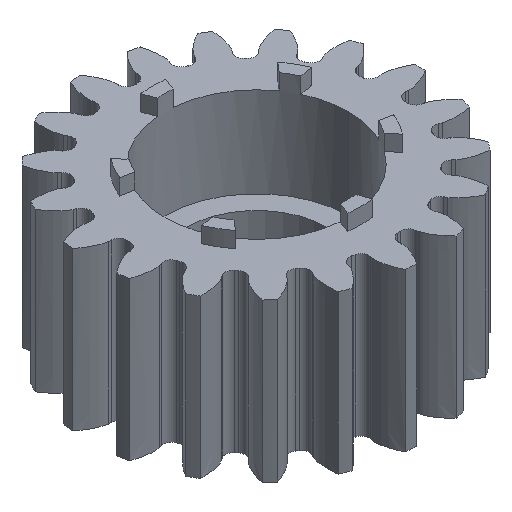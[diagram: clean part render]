
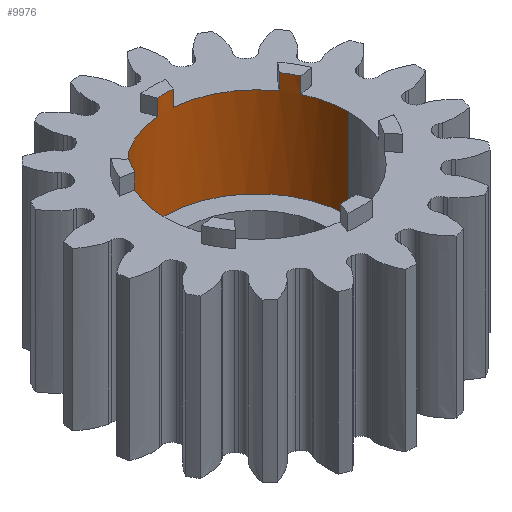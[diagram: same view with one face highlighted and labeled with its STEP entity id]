
A CAD part, isometric view. The second image highlights one B-rep face of the part: STEP entity #9976.
In plain terms, the highlighted cylindrical face has radius 29 mm (diameter 58 mm), a partial arc.
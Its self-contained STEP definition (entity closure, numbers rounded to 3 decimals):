
#57=CARTESIAN_POINT('Line Origine',(2.5,28.892,52.5)) ;
#61=CARTESIAN_POINT('Vertex',(2.5,28.892,50.)) ;
#63=CARTESIAN_POINT('Vertex',(2.5,28.892,55.)) ;
#132=CARTESIAN_POINT('Vertex',(-2.5,28.892,55.)) ;
#135=CARTESIAN_POINT('Axis2P3D Location',(0.,0.,55.)) ;
#156=CARTESIAN_POINT('Vertex',(-2.5,28.892,50.)) ;
#159=CARTESIAN_POINT('Line Origine',(-2.5,28.892,52.5)) ;
#211=CARTESIAN_POINT('Line Origine',(-23.771,16.611,52.5)) ;
#215=CARTESIAN_POINT('Vertex',(-23.771,16.611,50.)) ;
#217=CARTESIAN_POINT('Vertex',(-23.771,16.611,55.)) ;
#246=CARTESIAN_POINT('Vertex',(-26.271,12.281,50.)) ;
#249=CARTESIAN_POINT('Line Origine',(-26.271,12.281,52.5)) ;
#253=CARTESIAN_POINT('Vertex',(-26.271,12.281,55.)) ;
#268=CARTESIAN_POINT('Axis2P3D Location',(0.,0.,55.)) ;
#320=CARTESIAN_POINT('Line Origine',(26.271,12.281,52.5)) ;
#324=CARTESIAN_POINT('Vertex',(26.271,12.281,50.)) ;
#326=CARTESIAN_POINT('Vertex',(26.271,12.281,55.)) ;
#355=CARTESIAN_POINT('Vertex',(23.771,16.611,50.)) ;
#358=CARTESIAN_POINT('Line Origine',(23.771,16.611,52.5)) ;
#362=CARTESIAN_POINT('Vertex',(23.771,16.611,55.)) ;
#377=CARTESIAN_POINT('Axis2P3D Location',(0.,0.,55.)) ;
#6030=CARTESIAN_POINT('Vertex',(-29.,0.,50.)) ;
#6033=CARTESIAN_POINT('Axis2P3D Location',(0.,0.,50.)) ;
#6038=CARTESIAN_POINT('Axis2P3D Location',(0.,0.,50.)) ;
#6043=CARTESIAN_POINT('Axis2P3D Location',(0.,0.,50.)) ;
#6048=CARTESIAN_POINT('Axis2P3D Location',(0.,0.,50.)) ;
#6052=CARTESIAN_POINT('Vertex',(29.,0.,50.)) ;
#9901=CARTESIAN_POINT('Axis2P3D Location',(0.,0.,21.5)) ;
#9905=CARTESIAN_POINT('Vertex',(29.,0.,21.5)) ;
#9907=CARTESIAN_POINT('Vertex',(-29.,0.,21.5)) ;
#9924=CARTESIAN_POINT('Axis2P3D Location',(0.,0.,35.75)) ;
#9929=CARTESIAN_POINT('Line Origine',(29.,0.,50.)) ;
#9934=CARTESIAN_POINT('Line Origine',(-29.,0.,50.)) ;
#58=DIRECTION('Vector Direction',(0.,0.,1.)) ;
#136=DIRECTION('Axis2P3D Direction',(0.,0.,1.)) ;
#160=DIRECTION('Vector Direction',(0.,0.,1.)) ;
#212=DIRECTION('Vector Direction',(0.,0.,1.)) ;
#250=DIRECTION('Vector Direction',(0.,0.,1.)) ;
#269=DIRECTION('Axis2P3D Direction',(0.,0.,1.)) ;
#321=DIRECTION('Vector Direction',(0.,0.,1.)) ;
#359=DIRECTION('Vector Direction',(0.,0.,1.)) ;
#378=DIRECTION('Axis2P3D Direction',(0.,0.,1.)) ;
#6034=DIRECTION('Axis2P3D Direction',(0.,0.,1.)) ;
#6039=DIRECTION('Axis2P3D Direction',(0.,0.,1.)) ;
#6044=DIRECTION('Axis2P3D Direction',(0.,0.,1.)) ;
#6049=DIRECTION('Axis2P3D Direction',(0.,0.,1.)) ;
#9902=DIRECTION('Axis2P3D Direction',(0.,0.,1.)) ;
#9925=DIRECTION('Axis2P3D Direction',(0.,0.,1.)) ;
#9926=DIRECTION('Axis2P3D XDirection',(1.,0.,0.)) ;
#9930=DIRECTION('Vector Direction',(0.,0.,1.)) ;
#9935=DIRECTION('Vector Direction',(0.,0.,1.)) ;
#137=AXIS2_PLACEMENT_3D('Circle Axis2P3D',#135,#136,$) ;
#270=AXIS2_PLACEMENT_3D('Circle Axis2P3D',#268,#269,$) ;
#379=AXIS2_PLACEMENT_3D('Circle Axis2P3D',#377,#378,$) ;
#6035=AXIS2_PLACEMENT_3D('Circle Axis2P3D',#6033,#6034,$) ;
#6040=AXIS2_PLACEMENT_3D('Circle Axis2P3D',#6038,#6039,$) ;
#6045=AXIS2_PLACEMENT_3D('Circle Axis2P3D',#6043,#6044,$) ;
#6050=AXIS2_PLACEMENT_3D('Circle Axis2P3D',#6048,#6049,$) ;
#9903=AXIS2_PLACEMENT_3D('Circle Axis2P3D',#9901,#9902,$) ;
#9927=AXIS2_PLACEMENT_3D('Cylinder Axis2P3D',#9924,#9925,#9926) ;
#9959=ORIENTED_EDGE('',*,*,#364,.F.) ;
#9960=ORIENTED_EDGE('',*,*,#6047,.T.) ;
#9961=ORIENTED_EDGE('',*,*,#65,.T.) ;
#9962=ORIENTED_EDGE('',*,*,#139,.F.) ;
#9963=ORIENTED_EDGE('',*,*,#163,.F.) ;
#9964=ORIENTED_EDGE('',*,*,#6042,.T.) ;
#9965=ORIENTED_EDGE('',*,*,#219,.T.) ;
#9966=ORIENTED_EDGE('',*,*,#272,.F.) ;
#9967=ORIENTED_EDGE('',*,*,#255,.F.) ;
#9968=ORIENTED_EDGE('',*,*,#6037,.T.) ;
#9969=ORIENTED_EDGE('',*,*,#9938,.T.) ;
#9970=ORIENTED_EDGE('',*,*,#9909,.F.) ;
#9971=ORIENTED_EDGE('',*,*,#9933,.F.) ;
#9972=ORIENTED_EDGE('',*,*,#6054,.T.) ;
#9973=ORIENTED_EDGE('',*,*,#328,.T.) ;
#9974=ORIENTED_EDGE('',*,*,#381,.F.) ;
#59=VECTOR('Line Direction',#58,1.) ;
#161=VECTOR('Line Direction',#160,1.) ;
#213=VECTOR('Line Direction',#212,1.) ;
#251=VECTOR('Line Direction',#250,1.) ;
#322=VECTOR('Line Direction',#321,1.) ;
#360=VECTOR('Line Direction',#359,1.) ;
#9931=VECTOR('Line Direction',#9930,1.) ;
#9936=VECTOR('Line Direction',#9935,1.) ;
#9976=ADVANCED_FACE('PartBody',(#9975),#9928,.F.) ;
#138=CIRCLE('generated circle',#137,29.) ;
#271=CIRCLE('generated circle',#270,29.) ;
#380=CIRCLE('generated circle',#379,29.) ;
#6036=CIRCLE('generated circle',#6035,29.) ;
#6041=CIRCLE('generated circle',#6040,29.) ;
#6046=CIRCLE('generated circle',#6045,29.) ;
#6051=CIRCLE('generated circle',#6050,29.) ;
#9904=CIRCLE('generated circle',#9903,29.) ;
#9928=CYLINDRICAL_SURFACE('generated cylinder',#9927,29.) ;
#65=EDGE_CURVE('',#62,#64,#60,.T.) ;
#139=EDGE_CURVE('',#133,#64,#138,.F.) ;
#163=EDGE_CURVE('',#157,#133,#162,.T.) ;
#219=EDGE_CURVE('',#216,#218,#214,.T.) ;
#255=EDGE_CURVE('',#247,#254,#252,.T.) ;
#272=EDGE_CURVE('',#254,#218,#271,.F.) ;
#328=EDGE_CURVE('',#325,#327,#323,.T.) ;
#364=EDGE_CURVE('',#356,#363,#361,.T.) ;
#381=EDGE_CURVE('',#363,#327,#380,.F.) ;
#6037=EDGE_CURVE('',#247,#6031,#6036,.T.) ;
#6042=EDGE_CURVE('',#157,#216,#6041,.T.) ;
#6047=EDGE_CURVE('',#356,#62,#6046,.T.) ;
#6054=EDGE_CURVE('',#6053,#325,#6051,.T.) ;
#9909=EDGE_CURVE('',#9906,#9908,#9904,.T.) ;
#9933=EDGE_CURVE('',#6053,#9906,#9932,.F.) ;
#9938=EDGE_CURVE('',#6031,#9908,#9937,.F.) ;
#9958=EDGE_LOOP('',(#9959,#9960,#9961,#9962,#9963,#9964,#9965,#9966,#9967,#9968,#9969,#9970,#9971,#9972,#9973,#9974)) ;
#9975=FACE_OUTER_BOUND('',#9958,.T.) ;
#60=LINE('Line',#57,#59) ;
#162=LINE('Line',#159,#161) ;
#214=LINE('Line',#211,#213) ;
#252=LINE('Line',#249,#251) ;
#323=LINE('Line',#320,#322) ;
#361=LINE('Line',#358,#360) ;
#9932=LINE('Line',#9929,#9931) ;
#9937=LINE('Line',#9934,#9936) ;
#62=VERTEX_POINT('',#61) ;
#64=VERTEX_POINT('',#63) ;
#133=VERTEX_POINT('',#132) ;
#157=VERTEX_POINT('',#156) ;
#216=VERTEX_POINT('',#215) ;
#218=VERTEX_POINT('',#217) ;
#247=VERTEX_POINT('',#246) ;
#254=VERTEX_POINT('',#253) ;
#325=VERTEX_POINT('',#324) ;
#327=VERTEX_POINT('',#326) ;
#356=VERTEX_POINT('',#355) ;
#363=VERTEX_POINT('',#362) ;
#6031=VERTEX_POINT('',#6030) ;
#6053=VERTEX_POINT('',#6052) ;
#9906=VERTEX_POINT('',#9905) ;
#9908=VERTEX_POINT('',#9907) ;
